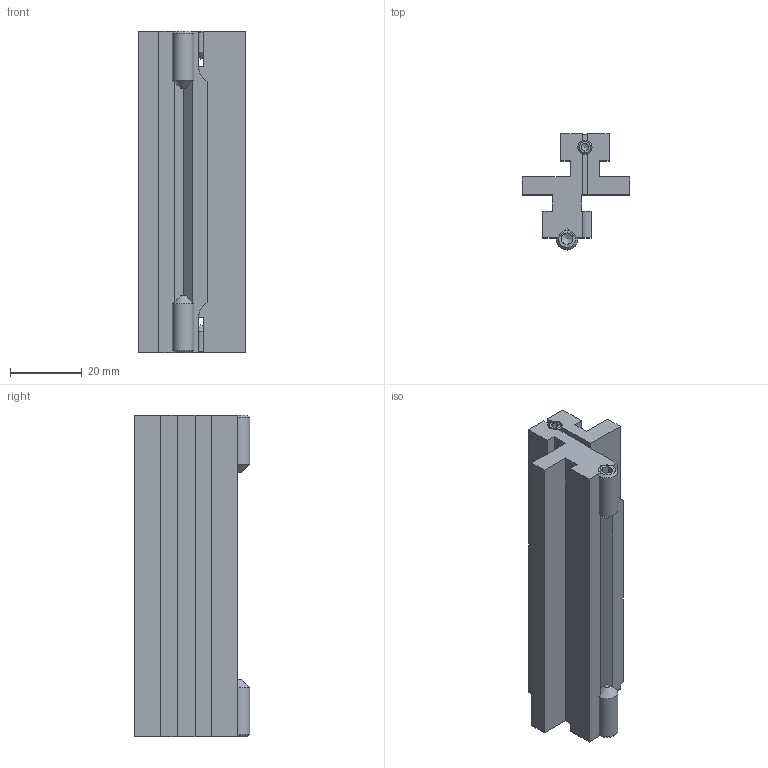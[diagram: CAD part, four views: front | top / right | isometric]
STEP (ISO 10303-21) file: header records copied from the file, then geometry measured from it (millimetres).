
FILE_DESCRIPTION((''),'2;1');
FILE_NAME('ANDY''22.1095 SLIDE RAIL LN.stp','2009-02-26T09:54:04',('Administrator'),(''),'Autodesk Inventor 2009','Autodesk Inventor 2009','');
FILE_SCHEMA(('AUTOMOTIVE_DESIGN { 1 0 10303 214 1 1 1 1 }'));
Length unit declared in the file: millimetre
Products named in the file (4): 22.1095 SLIDE RAIL LN; DIN 914 M4 x 8; SET SCREW M6X16 POINTED END DIN 914
Assembly tree (5 placements, depth 2):
  22.1095 SLIDE RAIL LN
    22.1095 SLIDE RAIL LN
    DIN 914 M4 x 8  x2
    SET SCREW M6X16 POINTED END DIN 914  x2
Bounding box: 30 x 32.3 x 90 mm (x, y, z)
Volume: 37505.7 mm3; surface area: 15020 mm2
Topology: 5 solids, 5 shells, 91 faces, 239 edges, 156 vertices
Faces by surface type: plane 63, cone 12, bspline 9, cylinder 7
Full cylindrical faces by diameter (mm): 4 x2, 6 x2
Entity records: 2200 total; most frequent: CARTESIAN_POINT 459, ORIENTED_EDGE 344, DIRECTION 315, EDGE_CURVE 172, VECTOR 141, LINE 141, VERTEX_POINT 117, AXIS2_PLACEMENT_3D 87
